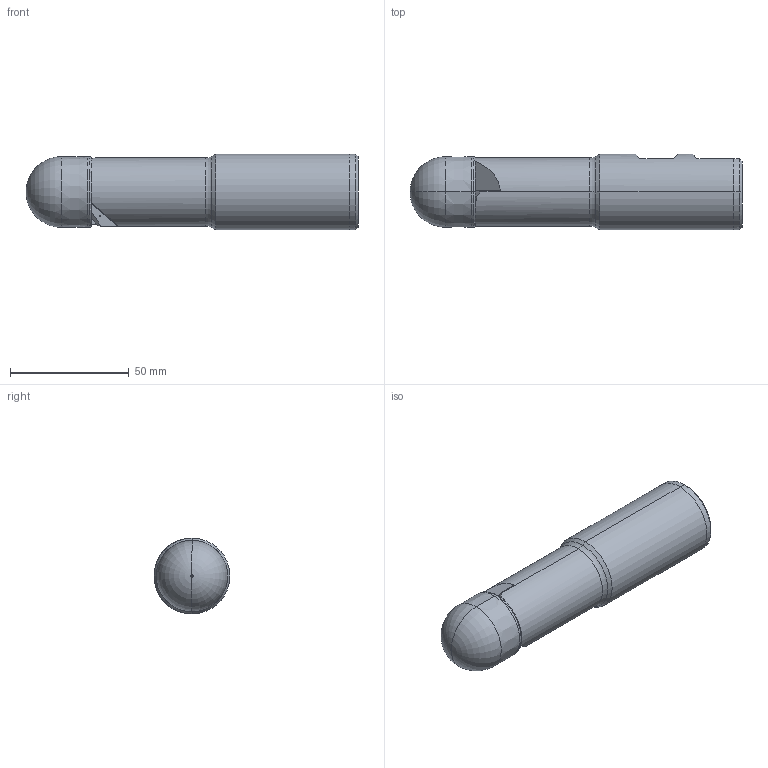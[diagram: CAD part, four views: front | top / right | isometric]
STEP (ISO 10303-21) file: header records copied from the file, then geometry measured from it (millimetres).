
FILE_DESCRIPTION (( 'STEP AP214' ), '1' );
FILE_NAME ('KF-30-76-K05-32.STEP', '2019-08-20T08:16:55', ( '' ), ( '' ), 'SwSTEP 2.0', 'SolidWorks 2019', '' );
FILE_SCHEMA (( 'AUTOMOTIVE_DESIGN' ));
Length unit declared in the file: millimetre
Products named in the file (1): KF-30-76-K05-32
Bounding box: 140 x 32 x 32 mm (x, y, z)
Volume: 93663.9 mm3; surface area: 16765.6 mm2
Topology: 1 solids, 1 shells, 104 faces, 265 edges, 164 vertices
Faces by surface type: cone 31, plane 31, cylinder 20, torus 17, bspline 4, sphere 1
Entity records: 3936 total; most frequent: CARTESIAN_POINT 1292, ORIENTED_EDGE 530, DIRECTION 469, EDGE_CURVE 265, AXIS2_PLACEMENT_3D 191, VERTEX_POINT 164, EDGE_LOOP 109, ADVANCED_FACE 104
